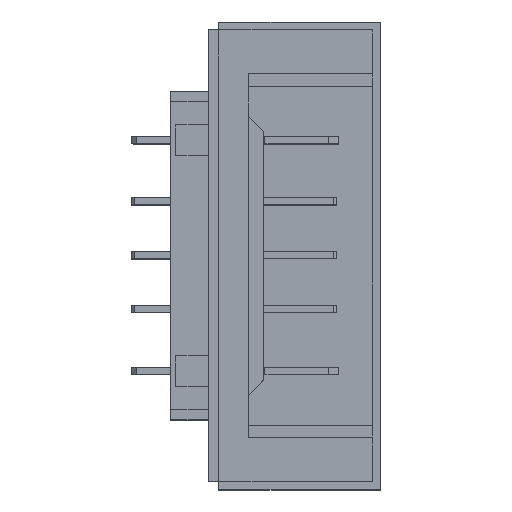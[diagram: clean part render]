
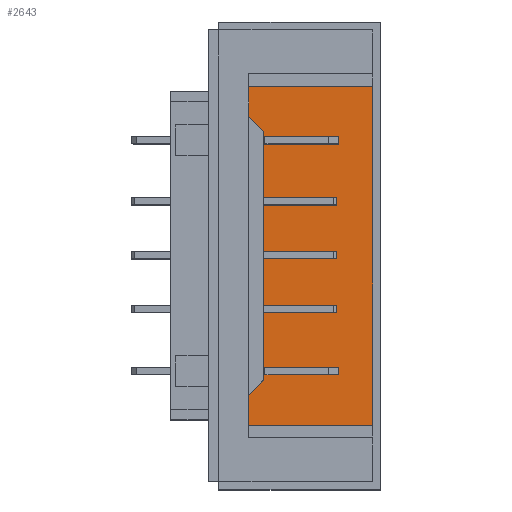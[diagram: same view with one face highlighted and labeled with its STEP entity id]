
A CAD part, top view. The second image highlights one B-rep face of the part: STEP entity #2643.
In plain terms, the highlighted free-form (B-spline) face has degree [1, 1] with [2, 2] control points.
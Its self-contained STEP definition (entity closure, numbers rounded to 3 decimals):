
#972 = VERTEX_POINT('',#973);
#973 = CARTESIAN_POINT('',(3.486,7.573,4.327)
  );
#1717 = VERTEX_POINT('',#1718);
#1718 = CARTESIAN_POINT('',(3.486,47.24,
    4.327));
#1933 = VERTEX_POINT('',#1934);
#1934 = CARTESIAN_POINT('',(18.031,47.24,
    4.327));
#1939 = EDGE_CURVE('',#1940,#1933,#1942,.T.);
#1940 = VERTEX_POINT('',#1941);
#1941 = CARTESIAN_POINT('',(18.031,7.573,
    4.327));
#1942 = B_SPLINE_CURVE_WITH_KNOTS('',1,(#1943,#1944),.UNSPECIFIED.,.F.,
  .F.,(2,2),(1.25,34.25),.PIECEWISE_BEZIER_KNOTS.);
#1943 = CARTESIAN_POINT('',(18.031,7.573,
    4.327));
#1944 = CARTESIAN_POINT('',(18.031,47.24,
    4.327));
#1994 = EDGE_CURVE('',#972,#1940,#1995,.T.);
#1995 = B_SPLINE_CURVE_WITH_KNOTS('',1,(#1996,#1997),.UNSPECIFIED.,.F.,
  .F.,(2,2),(2.9,15.),.PIECEWISE_BEZIER_KNOTS.);
#1996 = CARTESIAN_POINT('',(3.486,7.573,4.327
    ));
#1997 = CARTESIAN_POINT('',(18.031,7.573,
    4.327));
#2016 = EDGE_CURVE('',#972,#2017,#2019,.T.);
#2017 = VERTEX_POINT('',#2018);
#2018 = CARTESIAN_POINT('',(3.486,11.179,
    4.327));
#2019 = B_SPLINE_CURVE_WITH_KNOTS('',1,(#2020,#2021),.UNSPECIFIED.,.F.,
  .F.,(2,2),(1.25,4.25),.PIECEWISE_BEZIER_KNOTS.);
#2020 = CARTESIAN_POINT('',(3.486,7.573,4.327
    ));
#2021 = CARTESIAN_POINT('',(3.486,11.179,
    4.327));
#2593 = VERTEX_POINT('',#2594);
#2594 = CARTESIAN_POINT('',(3.486,43.634,
    4.327));
#2599 = EDGE_CURVE('',#2593,#1717,#2600,.T.);
#2600 = B_SPLINE_CURVE_WITH_KNOTS('',1,(#2601,#2602),.UNSPECIFIED.,.F.,
  .F.,(2,2),(31.25,34.25),.PIECEWISE_BEZIER_KNOTS.);
#2601 = CARTESIAN_POINT('',(3.486,43.634,
    4.327));
#2602 = CARTESIAN_POINT('',(3.486,47.24,
    4.327));
#2616 = EDGE_CURVE('',#1717,#1933,#2617,.T.);
#2617 = B_SPLINE_CURVE_WITH_KNOTS('',1,(#2618,#2619),.UNSPECIFIED.,.F.,
  .F.,(2,2),(2.9,15.),.PIECEWISE_BEZIER_KNOTS.);
#2618 = CARTESIAN_POINT('',(3.486,47.24,
    4.327));
#2619 = CARTESIAN_POINT('',(18.031,47.24,
    4.327));
#2643 = ADVANCED_FACE('',(#2644),#2684,.T.);
#2644 = FACE_BOUND('',#2645,.T.);
#2645 = EDGE_LOOP('',(#2646,#2647,#2648,#2649,#2650,#2651,#2658,#2665,
    #2672,#2679));
#2646 = ORIENTED_EDGE('',*,*,#2016,.F.);
#2647 = ORIENTED_EDGE('',*,*,#1994,.T.);
#2648 = ORIENTED_EDGE('',*,*,#1939,.T.);
#2649 = ORIENTED_EDGE('',*,*,#2616,.F.);
#2650 = ORIENTED_EDGE('',*,*,#2599,.F.);
#2651 = ORIENTED_EDGE('',*,*,#2652,.T.);
#2652 = EDGE_CURVE('',#2593,#2653,#2655,.T.);
#2653 = VERTEX_POINT('',#2654);
#2654 = CARTESIAN_POINT('',(3.606,43.634,
    4.327));
#2655 = B_SPLINE_CURVE_WITH_KNOTS('',1,(#2656,#2657),.UNSPECIFIED.,.F.,
  .F.,(2,2),(0.,0.1),.PIECEWISE_BEZIER_KNOTS.);
#2656 = CARTESIAN_POINT('',(3.486,43.634,
    4.327));
#2657 = CARTESIAN_POINT('',(3.606,43.634,
    4.327));
#2658 = ORIENTED_EDGE('',*,*,#2659,.F.);
#2659 = EDGE_CURVE('',#2660,#2653,#2662,.T.);
#2660 = VERTEX_POINT('',#2661);
#2661 = CARTESIAN_POINT('',(5.289,41.951,
    4.327));
#2662 = B_SPLINE_CURVE_WITH_KNOTS('',1,(#2663,#2664),.UNSPECIFIED.,.F.,
  .F.,(2,2),(8.026,10.006),.PIECEWISE_BEZIER_KNOTS.);
#2663 = CARTESIAN_POINT('',(5.289,41.951,
    4.327));
#2664 = CARTESIAN_POINT('',(3.606,43.634,
    4.327));
#2665 = ORIENTED_EDGE('',*,*,#2666,.F.);
#2666 = EDGE_CURVE('',#2667,#2660,#2669,.T.);
#2667 = VERTEX_POINT('',#2668);
#2668 = CARTESIAN_POINT('',(5.289,12.862,
    4.327));
#2669 = B_SPLINE_CURVE_WITH_KNOTS('',1,(#2670,#2671),.UNSPECIFIED.,.F.,
  .F.,(2,2),(1.4,25.6),.PIECEWISE_BEZIER_KNOTS.);
#2670 = CARTESIAN_POINT('',(5.289,12.862,
    4.327));
#2671 = CARTESIAN_POINT('',(5.289,41.951,
    4.327));
#2672 = ORIENTED_EDGE('',*,*,#2673,.T.);
#2673 = EDGE_CURVE('',#2667,#2674,#2676,.T.);
#2674 = VERTEX_POINT('',#2675);
#2675 = CARTESIAN_POINT('',(3.606,11.179,
    4.327));
#2676 = B_SPLINE_CURVE_WITH_KNOTS('',1,(#2677,#2678),.UNSPECIFIED.,.F.,
  .F.,(2,2),(-1.52,0.46),.PIECEWISE_BEZIER_KNOTS.);
#2677 = CARTESIAN_POINT('',(5.289,12.862,
    4.327));
#2678 = CARTESIAN_POINT('',(3.606,11.179,
    4.327));
#2679 = ORIENTED_EDGE('',*,*,#2680,.F.);
#2680 = EDGE_CURVE('',#2017,#2674,#2681,.T.);
#2681 = B_SPLINE_CURVE_WITH_KNOTS('',1,(#2682,#2683),.UNSPECIFIED.,.F.,
  .F.,(2,2),(0.,0.1),.PIECEWISE_BEZIER_KNOTS.);
#2682 = CARTESIAN_POINT('',(3.486,11.179,
    4.327));
#2683 = CARTESIAN_POINT('',(3.606,11.179,
    4.327));
#2684 = B_SPLINE_SURFACE_WITH_KNOTS('',1,1,(
    (#2685,#2686)
    ,(#2687,#2688
    )),.UNSPECIFIED.,.F.,.F.,.F.,(2,2),(2,2),(0.,12.1),(1.25,34.25),
  .PIECEWISE_BEZIER_KNOTS.);
#2685 = CARTESIAN_POINT('',(3.486,7.573,4.327
    ));
#2686 = CARTESIAN_POINT('',(3.486,47.24,
    4.327));
#2687 = CARTESIAN_POINT('',(18.031,7.573,
    4.327));
#2688 = CARTESIAN_POINT('',(18.031,47.24,
    4.327));
